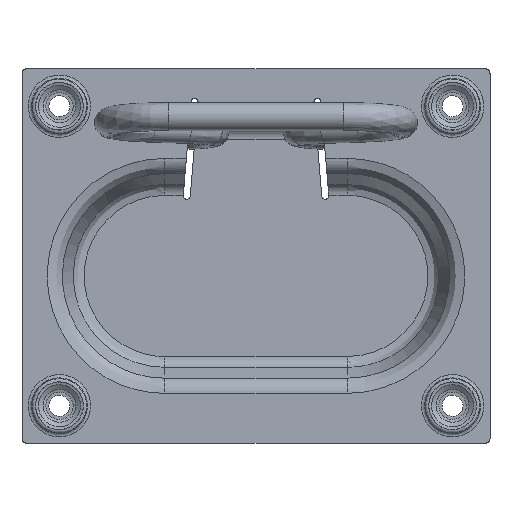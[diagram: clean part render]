
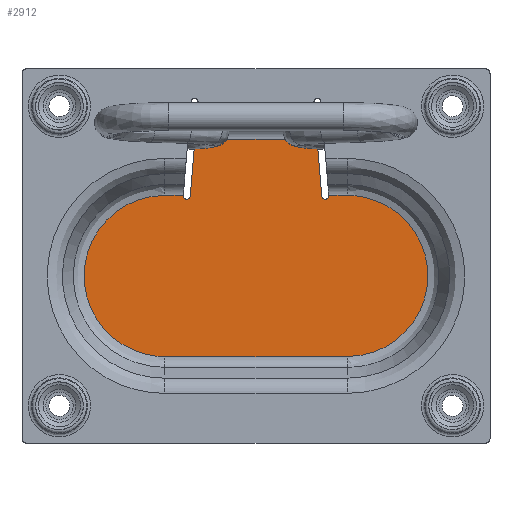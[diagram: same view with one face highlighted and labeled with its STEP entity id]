
A CAD part, top view. The second image highlights one B-rep face of the part: STEP entity #2912.
In plain terms, the highlighted free-form (B-spline) face has degree [1, 1] with [2, 2] control points.
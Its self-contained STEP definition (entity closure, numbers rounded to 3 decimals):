
#2624 = VERTEX_POINT('',#2625);
#2625 = CARTESIAN_POINT('',(12.567,11.484,
    -8.497));
#2643 = VERTEX_POINT('',#2644);
#2644 = CARTESIAN_POINT('',(13.904,11.595,
    -8.497));
#2649 = EDGE_CURVE('',#2643,#2624,#2650,.T.);
#2650 = ( BOUNDED_CURVE() B_SPLINE_CURVE(2,(#2651,#2652,#2653,#2654,
#2655),.UNSPECIFIED.,.F.,.F.) B_SPLINE_CURVE_WITH_KNOTS((3,2,3),(0.,
1.571,3.142),.PIECEWISE_BEZIER_KNOTS.) CURVE() 
GEOMETRIC_REPRESENTATION_ITEM() RATIONAL_B_SPLINE_CURVE((1.,
0.707,1.,0.707,1.)) REPRESENTATION_ITEM('') );
#2651 = CARTESIAN_POINT('',(13.904,11.595,
    -8.497));
#2652 = CARTESIAN_POINT('',(13.96,10.927,
    -8.497));
#2653 = CARTESIAN_POINT('',(13.291,10.871,
    -8.497));
#2654 = CARTESIAN_POINT('',(12.623,10.815,
    -8.497));
#2655 = CARTESIAN_POINT('',(12.567,11.484,
    -8.497));
#2687 = VERTEX_POINT('',#2688);
#2688 = CARTESIAN_POINT('',(11.663,22.329,
    -8.497));
#2694 = EDGE_CURVE('',#2687,#2624,#2695,.T.);
#2695 = B_SPLINE_CURVE_WITH_KNOTS('',1,(#2696,#2697),.UNSPECIFIED.,.F.,
  .F.,(2,2),(-7.808,4.358),.PIECEWISE_BEZIER_KNOTS.);
#2696 = CARTESIAN_POINT('',(11.663,22.329,
    -8.497));
#2697 = CARTESIAN_POINT('',(12.567,11.484,
    -8.497));
#2893 = VERTEX_POINT('',#2894);
#2894 = CARTESIAN_POINT('',(17.442,11.595,
    -8.497));
#2900 = EDGE_CURVE('',#2893,#2643,#2901,.T.);
#2901 = B_SPLINE_CURVE_WITH_KNOTS('',1,(#2902,#2903),.UNSPECIFIED.,.F.,
  .F.,(2,2),(-12.,-8.045),.PIECEWISE_BEZIER_KNOTS.);
#2902 = CARTESIAN_POINT('',(17.442,11.595,
    -8.497));
#2903 = CARTESIAN_POINT('',(13.904,11.595,
    -8.497));
#2912 = ADVANCED_FACE('',(#2913),#2974,.T.);
#2913 = FACE_BOUND('',#2914,.T.);
#2914 = EDGE_LOOP('',(#2915,#2916,#2917,#2924,#2931,#2941,#2948,#2958,
    #2965,#2973));
#2915 = ORIENTED_EDGE('',*,*,#2649,.T.);
#2916 = ORIENTED_EDGE('',*,*,#2694,.F.);
#2917 = ORIENTED_EDGE('',*,*,#2918,.T.);
#2918 = EDGE_CURVE('',#2687,#2919,#2921,.T.);
#2919 = VERTEX_POINT('',#2920);
#2920 = CARTESIAN_POINT('',(-11.663,22.329,
    -8.497));
#2921 = B_SPLINE_CURVE_WITH_KNOTS('',1,(#2922,#2923),.UNSPECIFIED.,.F.,
  .F.,(2,2),(-20.039,6.039),.PIECEWISE_BEZIER_KNOTS.);
#2922 = CARTESIAN_POINT('',(11.663,22.329,
    -8.497));
#2923 = CARTESIAN_POINT('',(-11.663,22.329,
    -8.497));
#2924 = ORIENTED_EDGE('',*,*,#2925,.F.);
#2925 = EDGE_CURVE('',#2926,#2919,#2928,.T.);
#2926 = VERTEX_POINT('',#2927);
#2927 = CARTESIAN_POINT('',(-12.567,11.484,
    -8.497));
#2928 = B_SPLINE_CURVE_WITH_KNOTS('',1,(#2929,#2930),.UNSPECIFIED.,.F.,
  .F.,(2,2),(1.663,13.829),.PIECEWISE_BEZIER_KNOTS.);
#2929 = CARTESIAN_POINT('',(-12.567,11.484,
    -8.497));
#2930 = CARTESIAN_POINT('',(-11.663,22.329,
    -8.497));
#2931 = ORIENTED_EDGE('',*,*,#2932,.T.);
#2932 = EDGE_CURVE('',#2926,#2933,#2935,.T.);
#2933 = VERTEX_POINT('',#2934);
#2934 = CARTESIAN_POINT('',(-13.904,11.595,
    -8.497));
#2935 = ( BOUNDED_CURVE() B_SPLINE_CURVE(2,(#2936,#2937,#2938,#2939,
#2940),.UNSPECIFIED.,.F.,.F.) B_SPLINE_CURVE_WITH_KNOTS((3,2,3),(
    3.142,4.712,6.283),
.PIECEWISE_BEZIER_KNOTS.) CURVE() GEOMETRIC_REPRESENTATION_ITEM() 
RATIONAL_B_SPLINE_CURVE((1.,0.707,1.,0.707,1.)) 
REPRESENTATION_ITEM('') );
#2936 = CARTESIAN_POINT('',(-12.567,11.484,
    -8.497));
#2937 = CARTESIAN_POINT('',(-12.623,10.815,
    -8.497));
#2938 = CARTESIAN_POINT('',(-13.291,10.871,
    -8.497));
#2939 = CARTESIAN_POINT('',(-13.96,10.927,
    -8.497));
#2940 = CARTESIAN_POINT('',(-13.904,11.595,
    -8.497));
#2941 = ORIENTED_EDGE('',*,*,#2942,.T.);
#2942 = EDGE_CURVE('',#2933,#2943,#2945,.T.);
#2943 = VERTEX_POINT('',#2944);
#2944 = CARTESIAN_POINT('',(-17.442,11.595,
    -8.497));
#2945 = B_SPLINE_CURVE_WITH_KNOTS('',1,(#2946,#2947),.UNSPECIFIED.,.F.,
  .F.,(2,2),(5.795,9.75),.PIECEWISE_BEZIER_KNOTS.);
#2946 = CARTESIAN_POINT('',(-13.904,11.595,
    -8.497));
#2947 = CARTESIAN_POINT('',(-17.442,11.595,
    -8.497));
#2948 = ORIENTED_EDGE('',*,*,#2949,.T.);
#2949 = EDGE_CURVE('',#2943,#2950,#2952,.T.);
#2950 = VERTEX_POINT('',#2951);
#2951 = CARTESIAN_POINT('',(-17.442,-19.198,
    -8.497));
#2952 = ( BOUNDED_CURVE() B_SPLINE_CURVE(2,(#2953,#2954,#2955,#2956,
#2957),.UNSPECIFIED.,.F.,.F.) B_SPLINE_CURVE_WITH_KNOTS((3,2,3),(
    4.712,6.283,7.854),
.PIECEWISE_BEZIER_KNOTS.) CURVE() GEOMETRIC_REPRESENTATION_ITEM() 
RATIONAL_B_SPLINE_CURVE((1.,0.707,1.,0.707,1.)) 
REPRESENTATION_ITEM('') );
#2953 = CARTESIAN_POINT('',(-17.442,11.595,
    -8.497));
#2954 = CARTESIAN_POINT('',(-32.839,11.595,
    -8.497));
#2955 = CARTESIAN_POINT('',(-32.839,-3.801,
    -8.497));
#2956 = CARTESIAN_POINT('',(-32.839,-19.198,
    -8.497));
#2957 = CARTESIAN_POINT('',(-17.442,-19.198,
    -8.497));
#2958 = ORIENTED_EDGE('',*,*,#2959,.T.);
#2959 = EDGE_CURVE('',#2950,#2960,#2962,.T.);
#2960 = VERTEX_POINT('',#2961);
#2961 = CARTESIAN_POINT('',(17.442,-19.198,
    -8.497));
#2962 = B_SPLINE_CURVE_WITH_KNOTS('',1,(#2963,#2964),.UNSPECIFIED.,.F.,
  .F.,(2,2),(-29.25,9.75),.PIECEWISE_BEZIER_KNOTS.);
#2963 = CARTESIAN_POINT('',(-17.442,-19.198,
    -8.497));
#2964 = CARTESIAN_POINT('',(17.442,-19.198,
    -8.497));
#2965 = ORIENTED_EDGE('',*,*,#2966,.T.);
#2966 = EDGE_CURVE('',#2960,#2893,#2967,.T.);
#2967 = ( BOUNDED_CURVE() B_SPLINE_CURVE(2,(#2968,#2969,#2970,#2971,
#2972),.UNSPECIFIED.,.F.,.F.) B_SPLINE_CURVE_WITH_KNOTS((3,2,3),(
    4.712,6.283,7.854),
.PIECEWISE_BEZIER_KNOTS.) CURVE() GEOMETRIC_REPRESENTATION_ITEM() 
RATIONAL_B_SPLINE_CURVE((1.,0.707,1.,0.707,1.)) 
REPRESENTATION_ITEM('') );
#2968 = CARTESIAN_POINT('',(17.442,-19.198,
    -8.497));
#2969 = CARTESIAN_POINT('',(32.839,-19.198,
    -8.497));
#2970 = CARTESIAN_POINT('',(32.839,-3.801,
    -8.497));
#2971 = CARTESIAN_POINT('',(32.839,11.595,
    -8.497));
#2972 = CARTESIAN_POINT('',(17.442,11.595,
    -8.497));
#2973 = ORIENTED_EDGE('',*,*,#2900,.T.);
#2974 = B_SPLINE_SURFACE_WITH_KNOTS('',1,1,(
    (#2975,#2976)
    ,(#2977,#2978
    )),.UNSPECIFIED.,.F.,.F.,.F.,(2,2),(2,2),(-36.714,
    36.714),(-23.214,23.214),
  .PIECEWISE_BEZIER_KNOTS.);
#2975 = CARTESIAN_POINT('',(-32.839,-19.198,
    -8.497));
#2976 = CARTESIAN_POINT('',(-32.839,22.329,
    -8.497));
#2977 = CARTESIAN_POINT('',(32.839,-19.198,
    -8.497));
#2978 = CARTESIAN_POINT('',(32.839,22.329,
    -8.497));
